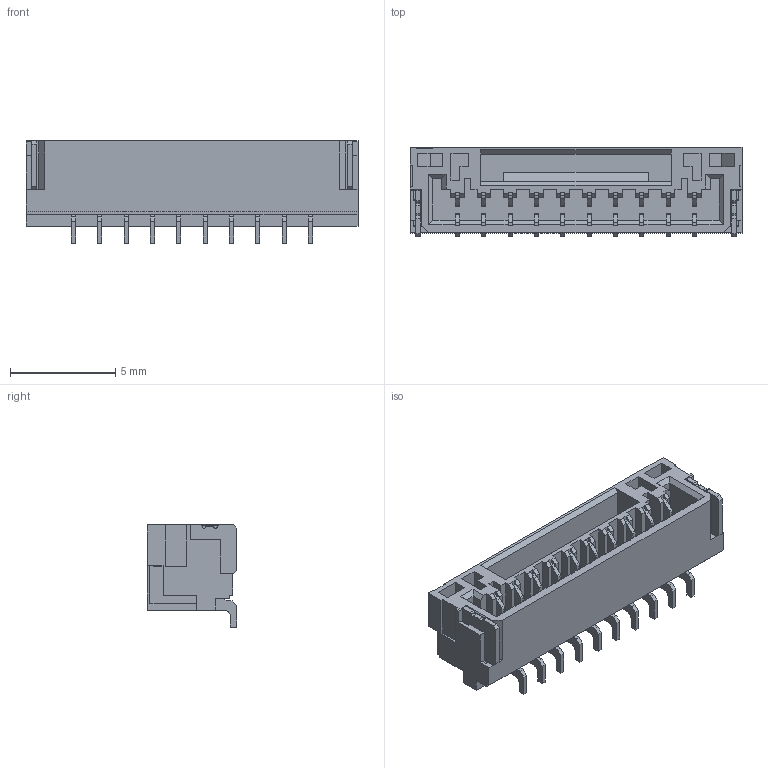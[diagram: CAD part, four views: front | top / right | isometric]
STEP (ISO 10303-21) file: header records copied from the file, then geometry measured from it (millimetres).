
FILE_DESCRIPTION (( 'STEP AP214' ), '1' );
FILE_NAME ('SM10B-GHS-TB(LF)(SN).STEP', '2020-04-05T07:28:21', ( '' ), ( '' ), 'SwSTEP 2.0', 'SolidWorks 2017', '' );
FILE_SCHEMA (( 'AUTOMOTIVE_DESIGN' ));
Length unit declared in the file: millimetre
Products named in the file (1): SM10B-GHS-TB(LF)(SN)
Bounding box: 15.75 x 4.25 x 4.85 mm (x, y, z)
Volume: 172.4 mm3; surface area: 648.3 mm2
Topology: 23 solids, 23 shells, 647 faces, 1826 edges, 1214 vertices
Faces by surface type: plane 565, cylinder 82
Entity records: 20896 total; most frequent: CARTESIAN_POINT 3688, ORIENTED_EDGE 3652, DIRECTION 3286, EDGE_CURVE 1826, LINE 1662, VECTOR 1662, VERTEX_POINT 1214, AXIS2_PLACEMENT_3D 812
